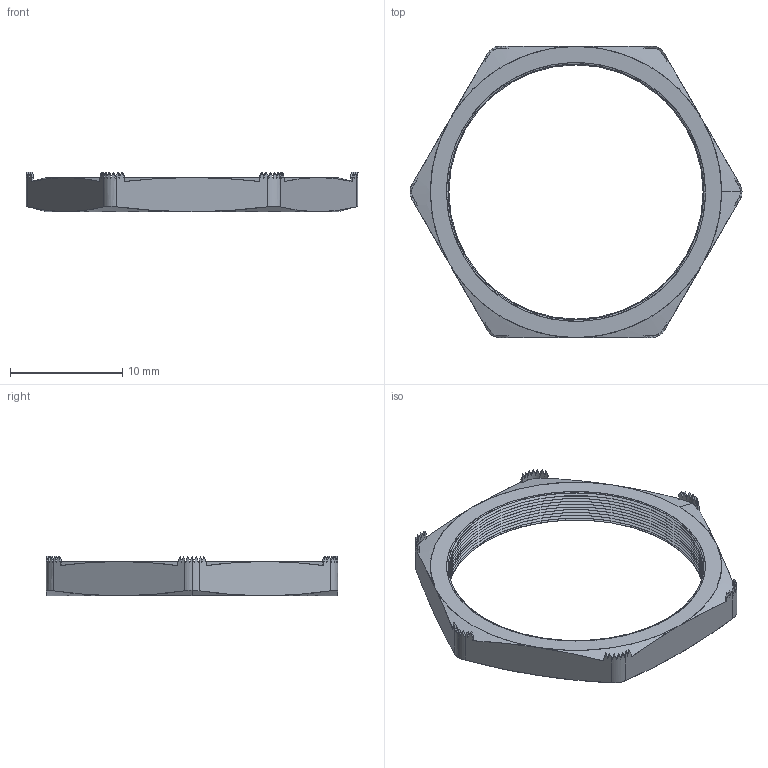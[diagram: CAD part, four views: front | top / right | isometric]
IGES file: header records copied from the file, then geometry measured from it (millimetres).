
Start section: SolidWorks IGES file using analytic representation for surfaces
Global section: file name: NP-16-BE.IGS; native system: SolidWorks 2007; preprocessor: SolidWorks 2007; author: BSI 05; date: 080401.174820; units: inch
Bounding box: 29.52 x 25.91 x 3.52 mm (x, y, z)
Surface area: 1035.5 mm2 (no closed solid volume)
Topology: 0 solids, 0 shells, 206 faces, 1354 edges, 1354 vertices
Faces by surface type: bspline 120, revolution 86
